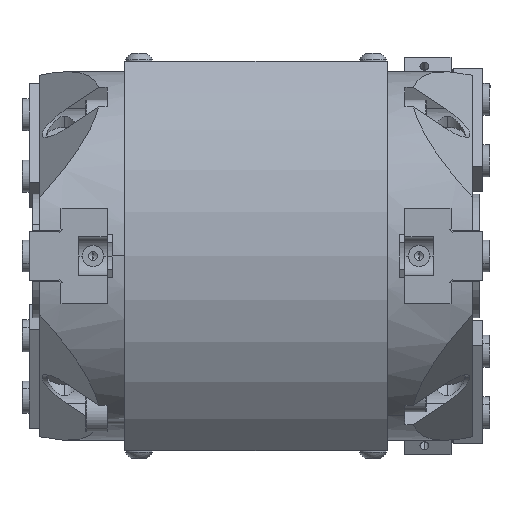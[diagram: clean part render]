
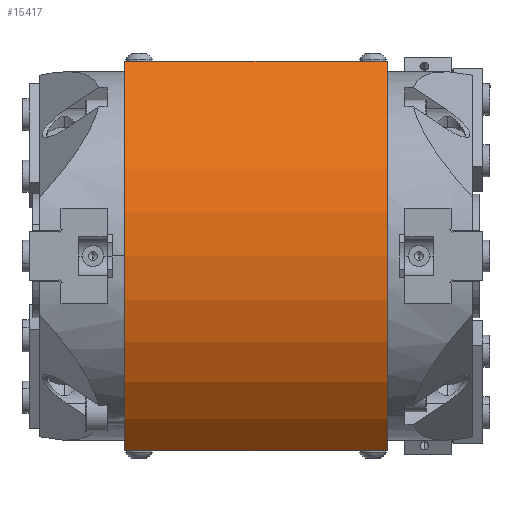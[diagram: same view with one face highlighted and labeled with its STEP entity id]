
A CAD part, left-side view. The second image highlights one B-rep face of the part: STEP entity #15417.
In plain terms, the highlighted cylindrical face has radius 75 mm (diameter 150 mm), a partial arc.
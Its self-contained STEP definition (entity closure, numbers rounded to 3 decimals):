
#600 = DIRECTION ( 'NONE',  ( 0., 0., 1. ) ) ;
#709 = CARTESIAN_POINT ( 'NONE',  ( -27.99, 37., -55. ) ) ;
#952 = DIRECTION ( 'NONE',  ( 0., -1., 0. ) ) ;
#1010 = DIRECTION ( 'NONE',  ( 0., -1., 0. ) ) ;
#1143 = CARTESIAN_POINT ( 'NONE',  ( 23., 37., 0. ) ) ;
#1339 = CARTESIAN_POINT ( 'NONE',  ( -27.99, 37., 55. ) ) ;
#1438 = DIRECTION ( 'NONE',  ( 0., 1., 0. ) ) ;
#1813 = VECTOR ( 'NONE', #952, 1000. ) ;
#1816 = LINE ( 'NONE', #709, #1813 ) ;
#1897 = LINE ( 'NONE', #1339, #1899 ) ;
#1899 = VECTOR ( 'NONE', #1010, 1000. ) ;
#1927 = CIRCLE ( 'NONE', #24247, 75. ) ;
#3858 = AXIS2_PLACEMENT_3D ( 'NONE', #8004, #7996, #7999 ) ;
#4925 = CARTESIAN_POINT ( 'NONE',  ( -27.99, -37., -55. ) ) ;
#5088 = CARTESIAN_POINT ( 'NONE',  ( -27.99, -37., 55. ) ) ;
#5284 = CARTESIAN_POINT ( 'NONE',  ( -27.99, 37., -55. ) ) ;
#5342 = CARTESIAN_POINT ( 'NONE',  ( -27.99, 37., 55. ) ) ;
#7996 = DIRECTION ( 'NONE',  ( 0., -1., 0. ) ) ;
#7999 = DIRECTION ( 'NONE',  ( 0., 0., -1. ) ) ;
#8004 = CARTESIAN_POINT ( 'NONE',  ( 23., 37., 0. ) ) ;
#9369 = CYLINDRICAL_SURFACE ( 'NONE', #3858, 75. ) ;
#9372 = FACE_OUTER_BOUND ( 'NONE', #21052, .T. ) ;
#11506 = EDGE_CURVE ( 'NONE', #14940, #14783, #1816, .T. ) ;
#11559 = EDGE_CURVE ( 'NONE', #14970, #14846, #1897, .T. ) ;
#11578 = EDGE_CURVE ( 'NONE', #14940, #14970, #1927, .T. ) ;
#12949 = AXIS2_PLACEMENT_3D ( 'NONE', #18507, #18510, #18511 ) ;
#13355 = CIRCLE ( 'NONE', #12949, 75. ) ;
#14783 = VERTEX_POINT ( 'NONE', #4925 ) ;
#14846 = VERTEX_POINT ( 'NONE', #5088 ) ;
#14940 = VERTEX_POINT ( 'NONE', #5284 ) ;
#14970 = VERTEX_POINT ( 'NONE', #5342 ) ;
#15417 = ADVANCED_FACE ( 'NONE', ( #9372 ), #9369, .T. ) ;
#18507 = CARTESIAN_POINT ( 'NONE',  ( 23., -37., 0. ) ) ;
#18510 = DIRECTION ( 'NONE',  ( 0., 1., 0. ) ) ;
#18511 = DIRECTION ( 'NONE',  ( 0., 0., 1. ) ) ;
#21052 = EDGE_LOOP ( 'NONE', ( #21241, #21229, #21247, #21217 ) ) ;
#21217 = ORIENTED_EDGE ( 'NONE', *, *, #11578, .F. ) ;
#21229 = ORIENTED_EDGE ( 'NONE', *, *, #22770, .T. ) ;
#21241 = ORIENTED_EDGE ( 'NONE', *, *, #11506, .T. ) ;
#21247 = ORIENTED_EDGE ( 'NONE', *, *, #11559, .F. ) ;
#22770 = EDGE_CURVE ( 'NONE', #14783, #14846, #13355, .T. ) ;
#24247 = AXIS2_PLACEMENT_3D ( 'NONE', #1143, #1438, #600 ) ;
